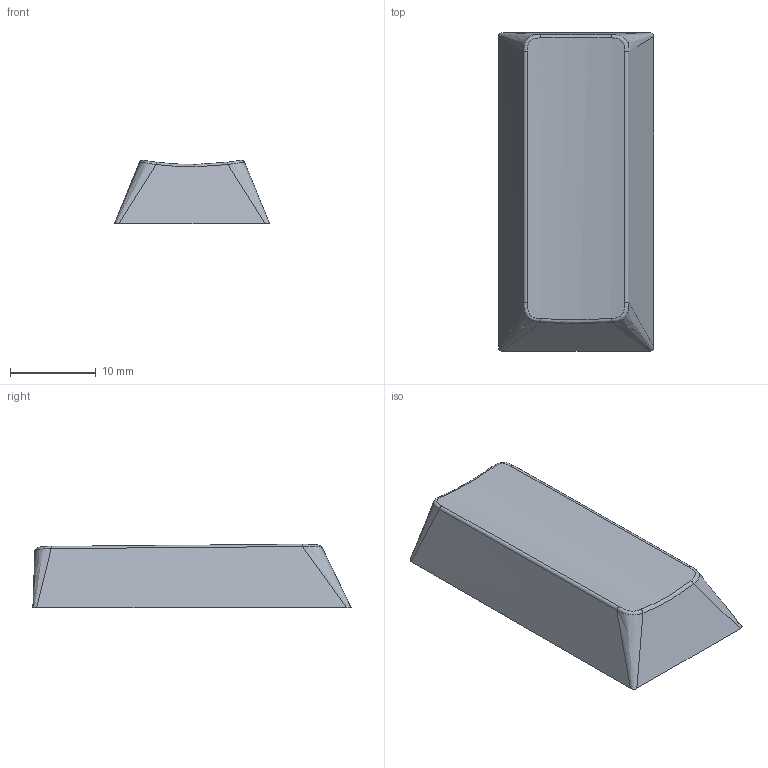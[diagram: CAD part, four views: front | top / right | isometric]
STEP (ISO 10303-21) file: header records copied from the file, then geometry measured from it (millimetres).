
FILE_DESCRIPTION(/* description */ (''),/* implementation_level */ '2;1');
FILE_NAME(/* name */ 'CherryMX_R2-R3_1u.step',/* time_stamp */ '2025-12-21T18:15:16Z',/* author */ (''),/* organization */ (''),/* preprocessor_version */ 'ST-DEVELOPER v20.1',/* originating_system */ 'Autodesk Translation Framework v14.21.0.0',/* authorisation */ '');
FILE_SCHEMA (('AUTOMOTIVE_DESIGN { 1 0 10303 214 3 1 1 }'));
Length unit declared in the file: millimetre
Products named in the file (1): R2-R3_1u
Bounding box: 18.1 x 37.15 x 7.42 mm (x, y, z)
Volume: 1631.8 mm3; surface area: 2744.4 mm2
Topology: 1 solids, 1 shells, 138 faces, 352 edges, 220 vertices
Faces by surface type: plane 118, bspline 16, cylinder 4
Full cylindrical faces by diameter (mm): 5.5 x3
Entity records: 5519 total; most frequent: CARTESIAN_POINT 2257, ORIENTED_EDGE 704, DIRECTION 594, EDGE_CURVE 352, LINE 278, VECTOR 278, VERTEX_POINT 220, AXIS2_PLACEMENT_3D 158
